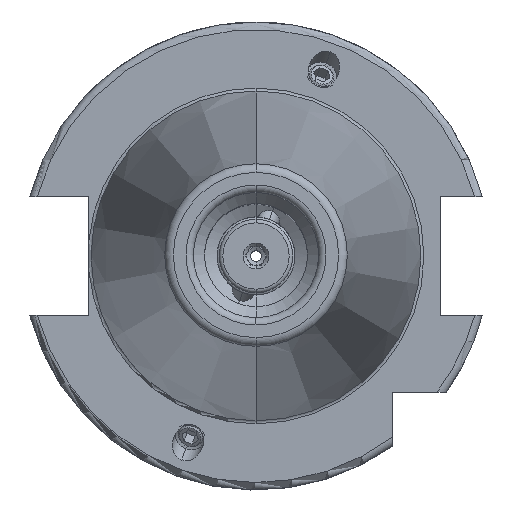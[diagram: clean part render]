
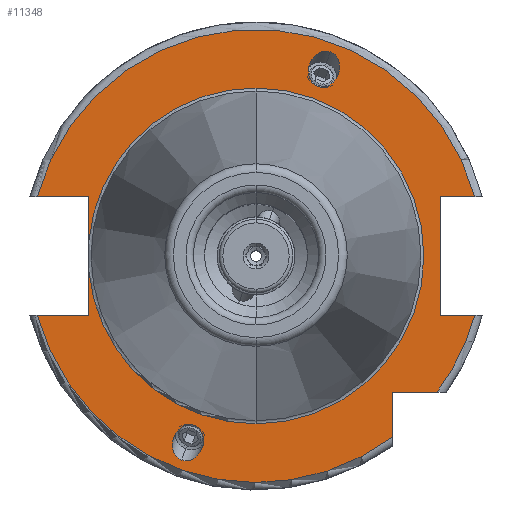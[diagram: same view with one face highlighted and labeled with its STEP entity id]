
A CAD part, top view. The second image highlights one B-rep face of the part: STEP entity #11348.
In plain terms, the highlighted planar face has unit normal (0, 0, 1).
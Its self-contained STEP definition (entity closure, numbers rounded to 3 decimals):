
#3290=CARTESIAN_POINT('',(0,0,15.9));
#3291=DIRECTION('',(0,0,1));
#3292=DIRECTION('',(0.965,0.262,0));
#3293=AXIS2_PLACEMENT_3D('',#3290,#3291,#3292);
#3341=CARTESIAN_POINT('',(0,0,15.9));
#3342=DIRECTION('',(0,0,1));
#3343=DIRECTION('',(-0.965,-0.262,0));
#3344=AXIS2_PLACEMENT_3D('',#3341,#3342,#3343);
#3357=DIRECTION('',(1,0,0));
#3358=VECTOR('',#3357,7.004);
#3359=CARTESIAN_POINT('',(-29.704,-8.05,15.9));
#3360=LINE('',#3359,#3358);
#3361=DIRECTION('',(0,1,0));
#3362=VECTOR('',#3361,5.917);
#3363=CARTESIAN_POINT('',(-22.7,-8.05,15.9));
#3364=LINE('',#3363,#3362);
#3365=DIRECTION('',(0,1,0));
#3366=VECTOR('',#3365,5.917);
#3367=CARTESIAN_POINT('',(-22.7,2.133,15.9));
#3368=LINE('',#3367,#3366);
#3369=DIRECTION('',(1,0,0));
#3370=VECTOR('',#3369,7.004);
#3371=CARTESIAN_POINT('',(-29.704,8.05,15.9));
#3372=LINE('',#3371,#3370);
#3373=DIRECTION('',(-1,0,0));
#3374=VECTOR('',#3373,4.704);
#3375=CARTESIAN_POINT('',(29.704,8.05,15.9));
#3376=LINE('',#3375,#3374);
#3377=DIRECTION('',(0,-1,0));
#3378=VECTOR('',#3377,16.1);
#3379=CARTESIAN_POINT('',(25,8.05,15.9));
#3380=LINE('',#3379,#3378);
#3381=DIRECTION('',(-1,0,0));
#3382=VECTOR('',#3381,4.704);
#3383=CARTESIAN_POINT('',(29.704,-8.05,15.9));
#3384=LINE('',#3383,#3382);
#3385=CARTESIAN_POINT('',(0,0,15.9));
#3386=DIRECTION('',(0,0,1));
#3387=DIRECTION('',(0.799,-0.601,0));
#3388=AXIS2_PLACEMENT_3D('',#3385,#3386,#3387);
#3390=DIRECTION('',(-1,0,0));
#3391=VECTOR('',#3390,6.094);
#3392=CARTESIAN_POINT('',(24.594,-18.5,15.9));
#3393=LINE('',#3392,#3391);
#3394=DIRECTION('',(0,1,0));
#3395=VECTOR('',#3394,6.094);
#3396=CARTESIAN_POINT('',(18.5,-24.594,15.9));
#3397=LINE('',#3396,#3395);
#3398=CARTESIAN_POINT('',(10.09,27.723,15.9));
#3399=CARTESIAN_POINT('',(9.863,27.806,15.9));
#3400=CARTESIAN_POINT('',(9.337,27.884,15.9));
#3401=CARTESIAN_POINT('',(8.455,27.594,15.9));
#3402=CARTESIAN_POINT('',(7.834,27.033,15.9));
#3403=CARTESIAN_POINT('',(7.483,26.49,15.9));
#3404=CARTESIAN_POINT('',(7.298,26.077,15.9));
#3405=CARTESIAN_POINT('',(7.174,25.641,15.9));
#3406=CARTESIAN_POINT('',(7.094,25.,15.9));
#3407=CARTESIAN_POINT('',(7.208,24.17,15.9));
#3408=CARTESIAN_POINT('',(7.698,23.381,15.9));
#3409=CARTESIAN_POINT('',(8.152,23.103,15.9));
#3410=CARTESIAN_POINT('',(8.379,23.02,15.9));
#3412=CARTESIAN_POINT('',(8.379,23.02,15.9));
#3413=CARTESIAN_POINT('',(8.606,22.937,15.9));
#3414=CARTESIAN_POINT('',(9.133,22.859,15.9));
#3415=CARTESIAN_POINT('',(10.014,23.149,15.9));
#3416=CARTESIAN_POINT('',(10.635,23.711,15.9));
#3417=CARTESIAN_POINT('',(10.986,24.253,15.9));
#3418=CARTESIAN_POINT('',(11.171,24.667,15.9));
#3419=CARTESIAN_POINT('',(11.295,25.103,15.9));
#3420=CARTESIAN_POINT('',(11.375,25.744,15.9));
#3421=CARTESIAN_POINT('',(11.261,26.573,15.9));
#3422=CARTESIAN_POINT('',(10.771,27.362,15.9));
#3423=CARTESIAN_POINT('',(10.318,27.641,15.9));
#3424=CARTESIAN_POINT('',(10.09,27.723,15.9));
#3426=CARTESIAN_POINT('',(-10.09,-27.723,15.9));
#3427=CARTESIAN_POINT('',(-10.318,-27.641,15.9));
#3428=CARTESIAN_POINT('',(-10.771,-27.362,15.9));
#3429=CARTESIAN_POINT('',(-11.261,-26.573,15.9));
#3430=CARTESIAN_POINT('',(-11.375,-25.744,15.9));
#3431=CARTESIAN_POINT('',(-11.295,-25.103,15.9));
#3432=CARTESIAN_POINT('',(-11.171,-24.667,15.9));
#3433=CARTESIAN_POINT('',(-10.986,-24.253,15.9));
#3434=CARTESIAN_POINT('',(-10.635,-23.711,15.9));
#3435=CARTESIAN_POINT('',(-10.014,-23.149,15.9));
#3436=CARTESIAN_POINT('',(-9.133,-22.859,15.9));
#3437=CARTESIAN_POINT('',(-8.606,-22.937,15.9));
#3438=CARTESIAN_POINT('',(-8.379,-23.02,15.9));
#3440=CARTESIAN_POINT('',(-8.379,-23.02,15.9));
#3441=CARTESIAN_POINT('',(-8.152,-23.103,15.9));
#3442=CARTESIAN_POINT('',(-7.698,-23.381,15.9));
#3443=CARTESIAN_POINT('',(-7.208,-24.17,15.9));
#3444=CARTESIAN_POINT('',(-7.094,-25.,15.9));
#3445=CARTESIAN_POINT('',(-7.174,-25.641,15.9));
#3446=CARTESIAN_POINT('',(-7.298,-26.077,15.9));
#3447=CARTESIAN_POINT('',(-7.483,-26.49,15.9));
#3448=CARTESIAN_POINT('',(-7.834,-27.033,15.9));
#3449=CARTESIAN_POINT('',(-8.455,-27.594,15.9));
#3450=CARTESIAN_POINT('',(-9.337,-27.884,15.9));
#3451=CARTESIAN_POINT('',(-9.863,-27.806,15.9));
#3452=CARTESIAN_POINT('',(-10.09,-27.723,15.9));
#3464=CARTESIAN_POINT('',(0,0,15.9));
#3465=DIRECTION('',(0,0,1));
#3466=DIRECTION('',(0,1,0));
#3467=AXIS2_PLACEMENT_3D('',#3464,#3465,#3466);
#3479=CARTESIAN_POINT('',(0,0,15.9));
#3480=DIRECTION('',(0,0,1));
#3481=DIRECTION('',(-0.996,-0.094,0));
#3482=AXIS2_PLACEMENT_3D('',#3479,#3480,#3481);
#3484=CARTESIAN_POINT('',(0,0,15.9));
#3485=DIRECTION('',(0,0,-1));
#3486=DIRECTION('',(0,1,0));
#3487=AXIS2_PLACEMENT_3D('',#3484,#3485,#3486);
#5345=CARTESIAN_POINT('',(0,22.8,15.9));
#5347=VERTEX_POINT('',#5345);
#5367=CARTESIAN_POINT('',(0,-22.8,15.9));
#5369=VERTEX_POINT('',#5367);
#5515=CARTESIAN_POINT('',(-29.704,-8.05,15.9));
#5516=CARTESIAN_POINT('',(-22.7,-8.05,15.9));
#5517=VERTEX_POINT('',#5515);
#5518=VERTEX_POINT('',#5516);
#5519=CARTESIAN_POINT('',(-22.7,-2.133,15.9));
#5520=VERTEX_POINT('',#5519);
#5521=CARTESIAN_POINT('',(-22.7,2.133,15.9));
#5522=CARTESIAN_POINT('',(-22.7,8.05,15.9));
#5523=VERTEX_POINT('',#5521);
#5524=VERTEX_POINT('',#5522);
#5525=CARTESIAN_POINT('',(-29.704,8.05,15.9));
#5526=VERTEX_POINT('',#5525);
#5527=CARTESIAN_POINT('',(25,8.05,15.9));
#5528=CARTESIAN_POINT('',(25,-8.05,15.9));
#5529=VERTEX_POINT('',#5527);
#5530=VERTEX_POINT('',#5528);
#5531=CARTESIAN_POINT('',(29.704,-8.05,15.9));
#5532=VERTEX_POINT('',#5531);
#5533=CARTESIAN_POINT('',(29.704,8.05,15.9));
#5534=VERTEX_POINT('',#5533);
#5535=CARTESIAN_POINT('',(18.5,-24.594,15.9));
#5536=CARTESIAN_POINT('',(18.5,-18.5,15.9));
#5537=VERTEX_POINT('',#5535);
#5538=VERTEX_POINT('',#5536);
#5539=CARTESIAN_POINT('',(24.594,-18.5,15.9));
#5540=VERTEX_POINT('',#5539);
#5591=VERTEX_POINT('',#3398);
#5592=VERTEX_POINT('',#3410);
#5642=CARTESIAN_POINT('',(-10.09,-27.723,15.9));
#5644=VERTEX_POINT('',#5642);
#5645=CARTESIAN_POINT('',(-8.379,-23.02,15.9));
#5646=VERTEX_POINT('',#5645);
#11309=CARTESIAN_POINT('',(0,0,15.9));
#11310=DIRECTION('',(0,0,-1));
#11311=DIRECTION('',(0,-1,0));
#11312=AXIS2_PLACEMENT_3D('',#11309,#11310,#11311);
#11313=PLANE('',#11312);
#11314=ORIENTED_EDGE('',*,*,#10686,.T.);
#11315=ORIENTED_EDGE('',*,*,#10725,.T.);
#11317=ORIENTED_EDGE('',*,*,#11316,.T.);
#11319=ORIENTED_EDGE('',*,*,#11318,.F.);
#11321=ORIENTED_EDGE('',*,*,#11320,.T.);
#11322=ORIENTED_EDGE('',*,*,#10721,.T.);
#11323=ORIENTED_EDGE('',*,*,#10759,.F.);
#11324=ORIENTED_EDGE('',*,*,#11287,.F.);
#11326=ORIENTED_EDGE('',*,*,#11325,.T.);
#11328=ORIENTED_EDGE('',*,*,#11327,.T.);
#11329=ORIENTED_EDGE('',*,*,#10835,.F.);
#11330=ORIENTED_EDGE('',*,*,#11277,.F.);
#11331=ORIENTED_EDGE('',*,*,#10892,.T.);
#11332=ORIENTED_EDGE('',*,*,#10943,.F.);
#11333=ORIENTED_EDGE('',*,*,#11303,.F.);
#11334=EDGE_LOOP('',(#11314,#11315,#11317,#11319,#11321,#11322,#11323,#11324,
#11326,#11328,#11329,#11330,#11331,#11332,#11333));
#11335=FACE_OUTER_BOUND('',#11334,.F.);
#11337=ORIENTED_EDGE('',*,*,#11336,.T.);
#11339=ORIENTED_EDGE('',*,*,#11338,.T.);
#11340=EDGE_LOOP('',(#11337,#11339));
#11341=FACE_BOUND('',#11340,.F.);
#11343=ORIENTED_EDGE('',*,*,#11342,.F.);
#11345=ORIENTED_EDGE('',*,*,#11344,.F.);
#11346=EDGE_LOOP('',(#11343,#11345));
#11347=FACE_BOUND('',#11346,.F.);
#11348=ADVANCED_FACE('',(#11335,#11341,#11347),#11313,.F.);
#3294=CIRCLE('',#3293,30.775);
#3345=CIRCLE('',#3344,30.775);
#3389=CIRCLE('',#3388,30.775);
#3411=B_SPLINE_CURVE_WITH_KNOTS('',3,(#3398,#3399,#3400,#3401,#3402,#3403,#3404,
#3405,#3406,#3407,#3408,#3409,#3410),.UNSPECIFIED.,.F.,.F.,(4,1,1,1,1,1,1,1,1,1,
4),(0,0.125,0.25,0.375,0.438,0.5,0.563,0.625,0.75,0.875,
1.0),.UNSPECIFIED.);
#3425=B_SPLINE_CURVE_WITH_KNOTS('',3,(#3412,#3413,#3414,#3415,#3416,#3417,#3418,
#3419,#3420,#3421,#3422,#3423,#3424),.UNSPECIFIED.,.F.,.F.,(4,1,1,1,1,1,1,1,1,1,
4),(0,0.125,0.25,0.375,0.438,0.5,0.563,0.625,0.75,0.875,
1.0),.UNSPECIFIED.);
#3439=B_SPLINE_CURVE_WITH_KNOTS('',3,(#3426,#3427,#3428,#3429,#3430,#3431,#3432,
#3433,#3434,#3435,#3436,#3437,#3438),.UNSPECIFIED.,.F.,.F.,(4,1,1,1,1,1,1,1,1,1,
4),(0,0.125,0.25,0.375,0.438,0.5,0.563,0.625,0.75,0.875,
1.0),.UNSPECIFIED.);
#3453=B_SPLINE_CURVE_WITH_KNOTS('',3,(#3440,#3441,#3442,#3443,#3444,#3445,#3446,
#3447,#3448,#3449,#3450,#3451,#3452),.UNSPECIFIED.,.F.,.F.,(4,1,1,1,1,1,1,1,1,1,
4),(0,0.125,0.25,0.375,0.438,0.5,0.563,0.625,0.75,0.875,
1.0),.UNSPECIFIED.);
#3468=CIRCLE('',#3467,22.8);
#3483=CIRCLE('',#3482,22.8);
#3488=CIRCLE('',#3487,22.8);
#10686=EDGE_CURVE('',#5517,#5518,#3360,.T.);
#10721=EDGE_CURVE('',#5523,#5524,#3368,.T.);
#10725=EDGE_CURVE('',#5518,#5520,#3364,.T.);
#10759=EDGE_CURVE('',#5526,#5524,#3372,.T.);
#10835=EDGE_CURVE('',#5532,#5530,#3384,.T.);
#10892=EDGE_CURVE('',#5540,#5538,#3393,.T.);
#10943=EDGE_CURVE('',#5537,#5538,#3397,.T.);
#11277=EDGE_CURVE('',#5540,#5532,#3389,.T.);
#11287=EDGE_CURVE('',#5534,#5526,#3294,.T.);
#11303=EDGE_CURVE('',#5517,#5537,#3345,.T.);
#11316=EDGE_CURVE('',#5520,#5369,#3483,.T.);
#11318=EDGE_CURVE('',#5347,#5369,#3488,.T.);
#11320=EDGE_CURVE('',#5347,#5523,#3468,.T.);
#11325=EDGE_CURVE('',#5534,#5529,#3376,.T.);
#11327=EDGE_CURVE('',#5529,#5530,#3380,.T.);
#11336=EDGE_CURVE('',#5591,#5592,#3411,.T.);
#11338=EDGE_CURVE('',#5592,#5591,#3425,.T.);
#11342=EDGE_CURVE('',#5644,#5646,#3439,.T.);
#11344=EDGE_CURVE('',#5646,#5644,#3453,.T.);
